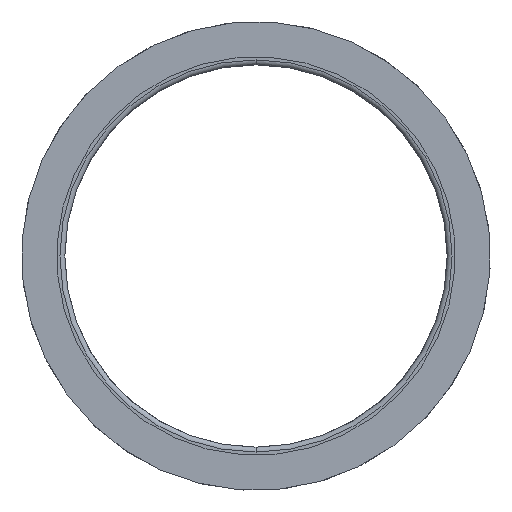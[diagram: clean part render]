
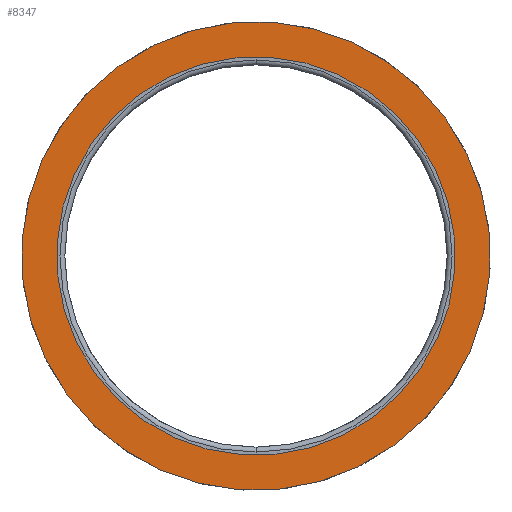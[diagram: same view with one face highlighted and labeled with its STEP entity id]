
A CAD part, front view. The second image highlights one B-rep face of the part: STEP entity #8347.
In plain terms, the highlighted face is planar.
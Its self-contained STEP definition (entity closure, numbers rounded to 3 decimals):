
#327 = VERTEX_POINT ( 'NONE', #1612 ) ;
#1602 = DIRECTION ( 'NONE',  ( 0., 1., 0. ) ) ;
#1612 = CARTESIAN_POINT ( 'NONE',  ( -76.5, 25., 0. ) ) ;
#1781 = CARTESIAN_POINT ( 'NONE',  ( 0., 25., 0. ) ) ;
#1827 = VERTEX_POINT ( 'NONE', #6499 ) ;
#1869 = CARTESIAN_POINT ( 'NONE',  ( 0., 25., 0. ) ) ;
#2104 = FACE_BOUND ( 'NONE', #9104, .T. ) ;
#2511 = DIRECTION ( 'NONE',  ( -1., 0., 0. ) ) ;
#2533 = CIRCLE ( 'NONE', #3300, 90. ) ;
#2614 = CARTESIAN_POINT ( 'NONE',  ( 0., 25., 0. ) ) ;
#3064 = DIRECTION ( 'NONE',  ( -1., 0., 0. ) ) ;
#3125 = ORIENTED_EDGE ( 'NONE', *, *, #8540, .F. ) ;
#3239 = AXIS2_PLACEMENT_3D ( 'NONE', #1869, #4763, #3064 ) ;
#3300 = AXIS2_PLACEMENT_3D ( 'NONE', #1781, #6841, #2511 ) ;
#3362 = DIRECTION ( 'NONE',  ( -1., 0., 0. ) ) ;
#3759 = PLANE ( 'NONE',  #4164 ) ;
#3897 = DIRECTION ( 'NONE',  ( 0., 1., 0. ) ) ;
#3955 = EDGE_CURVE ( 'NONE', #9285, #1827, #2533, .T. ) ;
#4164 = AXIS2_PLACEMENT_3D ( 'NONE', #5248, #1602, #6661 ) ;
#4549 = VERTEX_POINT ( 'NONE', #5461 ) ;
#4763 = DIRECTION ( 'NONE',  ( 0., 1., 0. ) ) ;
#4789 = EDGE_CURVE ( 'NONE', #1827, #9285, #4799, .T. ) ;
#4799 = CIRCLE ( 'NONE', #8110, 90. ) ;
#5201 = EDGE_CURVE ( 'NONE', #4549, #327, #5560, .T. ) ;
#5248 = CARTESIAN_POINT ( 'NONE',  ( -76.5, 25., 0. ) ) ;
#5461 = CARTESIAN_POINT ( 'NONE',  ( 76.5, 25., 0. ) ) ;
#5560 = CIRCLE ( 'NONE', #3239, 76.5 ) ;
#5705 = ORIENTED_EDGE ( 'NONE', *, *, #5201, .F. ) ;
#5823 = ORIENTED_EDGE ( 'NONE', *, *, #4789, .T. ) ;
#5934 = AXIS2_PLACEMENT_3D ( 'NONE', #2614, #7668, #3362 ) ;
#6499 = CARTESIAN_POINT ( 'NONE',  ( -90., 25., 0. ) ) ;
#6661 = DIRECTION ( 'NONE',  ( -1., 0., 0. ) ) ;
#6841 = DIRECTION ( 'NONE',  ( 0., 1., 0. ) ) ;
#6992 = EDGE_LOOP ( 'NONE', ( #5823, #7361 ) ) ;
#7361 = ORIENTED_EDGE ( 'NONE', *, *, #3955, .T. ) ;
#7668 = DIRECTION ( 'NONE',  ( 0., 1., 0. ) ) ;
#7864 = FACE_OUTER_BOUND ( 'NONE', #6992, .T. ) ;
#8110 = AXIS2_PLACEMENT_3D ( 'NONE', #8198, #3897, #8925 ) ;
#8198 = CARTESIAN_POINT ( 'NONE',  ( 0., 25., 0. ) ) ;
#8203 = CIRCLE ( 'NONE', #5934, 76.5 ) ;
#8347 = ADVANCED_FACE ( 'NONE', ( #7864, #2104 ), #3759, .T. ) ;
#8540 = EDGE_CURVE ( 'NONE', #327, #4549, #8203, .T. ) ;
#8925 = DIRECTION ( 'NONE',  ( -1., 0., 0. ) ) ;
#9036 = CARTESIAN_POINT ( 'NONE',  ( 90., 25., 0. ) ) ;
#9104 = EDGE_LOOP ( 'NONE', ( #3125, #5705 ) ) ;
#9285 = VERTEX_POINT ( 'NONE', #9036 ) ;
